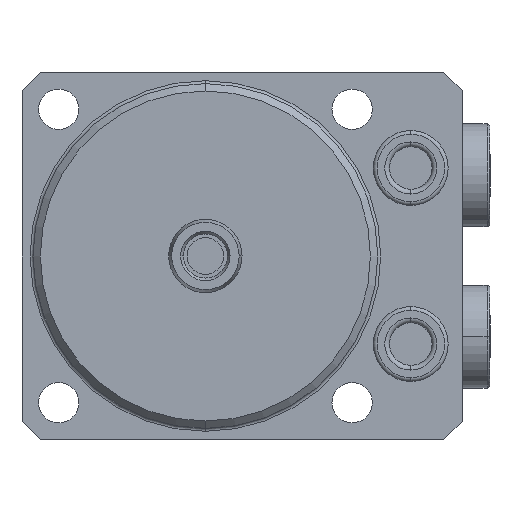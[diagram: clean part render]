
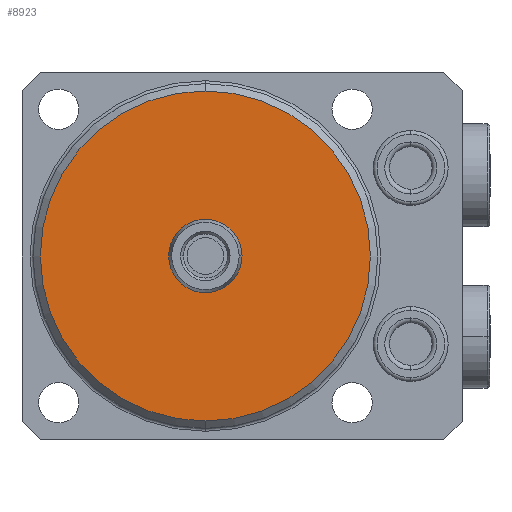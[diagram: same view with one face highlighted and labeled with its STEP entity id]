
A CAD part, front view. The second image highlights one B-rep face of the part: STEP entity #8923.
In plain terms, the highlighted planar face has unit normal (0, -1, 0).
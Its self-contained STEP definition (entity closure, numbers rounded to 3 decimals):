
#170 = DIRECTION ( 'NONE',  ( 0., 0., 1. ) ) ;
#171 = DIRECTION ( 'NONE',  ( 0., 1., 0. ) ) ;
#172 = CARTESIAN_POINT ( 'NONE',  ( 0., -39.5, 0. ) ) ;
#1051 = DIRECTION ( 'NONE',  ( 0., 0., 1. ) ) ;
#1053 = DIRECTION ( 'NONE',  ( 0., -1., 0. ) ) ;
#1055 = CARTESIAN_POINT ( 'NONE',  ( 0., -39.5, 0. ) ) ;
#1397 = EDGE_LOOP ( 'NONE', ( #6784, #6783 ) ) ;
#1400 = EDGE_LOOP ( 'NONE', ( #6786, #6785 ) ) ;
#1457 = VERTEX_POINT ( 'NONE', #6353 ) ;
#1482 = VERTEX_POINT ( 'NONE', #6328 ) ;
#1577 = EDGE_CURVE ( 'NONE', #7282, #7224, #7539, .T. ) ;
#1578 = EDGE_CURVE ( 'NONE', #1482, #1457, #7540, .T. ) ;
#2078 = EDGE_CURVE ( 'NONE', #1457, #1482, #7818, .T. ) ;
#2483 = EDGE_CURVE ( 'NONE', #7224, #7282, #2633, .T. ) ;
#2633 = CIRCLE ( 'NONE', #8161, 5. ) ;
#3751 = FACE_BOUND ( 'NONE', #1400, .T. ) ;
#3773 = FACE_OUTER_BOUND ( 'NONE', #1397, .T. ) ;
#4764 = CARTESIAN_POINT ( 'NONE',  ( 0., -39.5, -5. ) ) ;
#4826 = CARTESIAN_POINT ( 'NONE',  ( 0., -39.5, 5. ) ) ;
#5831 = CARTESIAN_POINT ( 'NONE',  ( 0., -39.5, 0. ) ) ;
#5834 = PLANE ( 'NONE',  #8467 ) ;
#5836 = DIRECTION ( 'NONE',  ( 0., 1., 0. ) ) ;
#5837 = DIRECTION ( 'NONE',  ( 0., 0., 1. ) ) ;
#6328 = CARTESIAN_POINT ( 'NONE',  ( 0., -39.5, 22.5 ) ) ;
#6353 = CARTESIAN_POINT ( 'NONE',  ( 0., -39.5, -22.5 ) ) ;
#6376 = DIRECTION ( 'NONE',  ( 0., 0., 1. ) ) ;
#6377 = DIRECTION ( 'NONE',  ( 0., -1., 0. ) ) ;
#6378 = CARTESIAN_POINT ( 'NONE',  ( 0., -39.5, 0. ) ) ;
#6380 = DIRECTION ( 'NONE',  ( 0., 0., 1. ) ) ;
#6381 = DIRECTION ( 'NONE',  ( 0., 1., 0. ) ) ;
#6382 = CARTESIAN_POINT ( 'NONE',  ( 0., -39.5, 0. ) ) ;
#6783 = ORIENTED_EDGE ( 'NONE', *, *, #2078, .T. ) ;
#6784 = ORIENTED_EDGE ( 'NONE', *, *, #1578, .T. ) ;
#6785 = ORIENTED_EDGE ( 'NONE', *, *, #2483, .T. ) ;
#6786 = ORIENTED_EDGE ( 'NONE', *, *, #1577, .T. ) ;
#7224 = VERTEX_POINT ( 'NONE', #4764 ) ;
#7282 = VERTEX_POINT ( 'NONE', #4826 ) ;
#7539 = CIRCLE ( 'NONE', #7969, 5. ) ;
#7540 = CIRCLE ( 'NONE', #7970, 22.5 ) ;
#7818 = CIRCLE ( 'NONE', #8085, 22.5 ) ;
#7969 = AXIS2_PLACEMENT_3D ( 'NONE', #6382, #6381, #6380 ) ;
#7970 = AXIS2_PLACEMENT_3D ( 'NONE', #6378, #6377, #6376 ) ;
#8085 = AXIS2_PLACEMENT_3D ( 'NONE', #1055, #1053, #1051 ) ;
#8161 = AXIS2_PLACEMENT_3D ( 'NONE', #172, #171, #170 ) ;
#8467 = AXIS2_PLACEMENT_3D ( 'NONE', #5831, #5836, #5837 ) ;
#8923 = ADVANCED_FACE ( 'NONE', ( #3751, #3773 ), #5834, .F. ) ;
